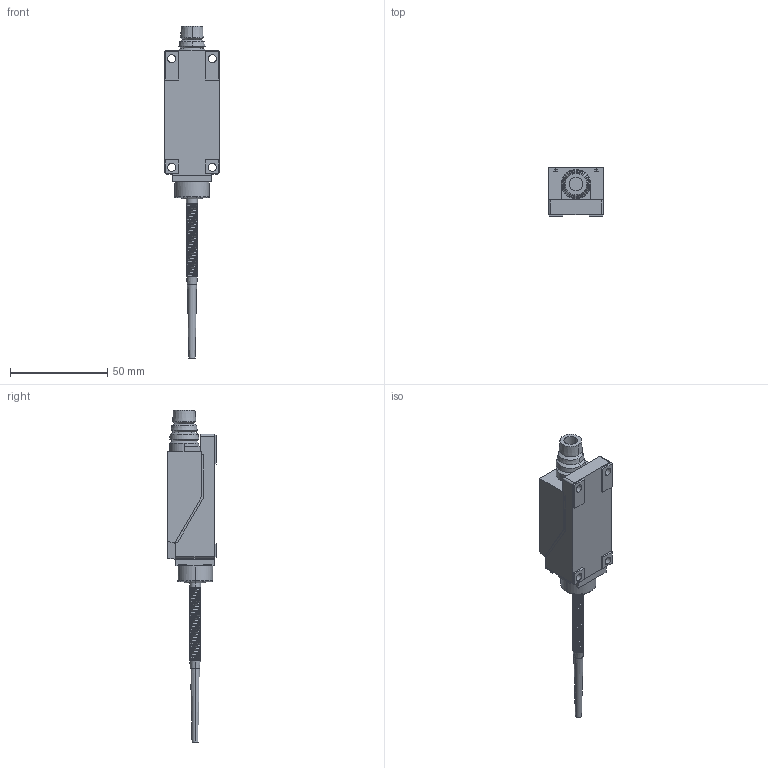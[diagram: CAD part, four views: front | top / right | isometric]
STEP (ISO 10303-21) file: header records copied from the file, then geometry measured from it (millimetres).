
FILE_DESCRIPTION (( 'STEP AP214' ), '1' );
FILE_NAME ('TZ8166.ÃÌ Êîíöåâîé âûêëþ÷àòåëü TZ-8166.STEP', '2024-10-22T14:43:02', ( '' ), ( '' ), 'SwSTEP 2.0', 'SolidWorks 2021', '' );
FILE_SCHEMA (( 'AUTOMOTIVE_DESIGN' ));
Length unit declared in the file: millimetre
Products named in the file (1): TZ8166.ÃÌ Êîíöåâîé âûêëþ÷àòåëü TZ-8166
Bounding box: 28 x 25.1 x 170.9 mm (x, y, z)
Volume: 43934.4 mm3; surface area: 19711.9 mm2
Topology: 14 solids, 14 shells, 371 faces, 912 edges, 591 vertices
Faces by surface type: plane 263, cylinder 58, cone 22, bspline 16, sphere 8, torus 4
Entity records: 27231 total; most frequent: CARTESIAN_POINT 17526, ORIENTED_EDGE 1820, DIRECTION 1801, EDGE_CURVE 910, VECTOR 663, LINE 663, VERTEX_POINT 590, AXIS2_PLACEMENT_3D 569
